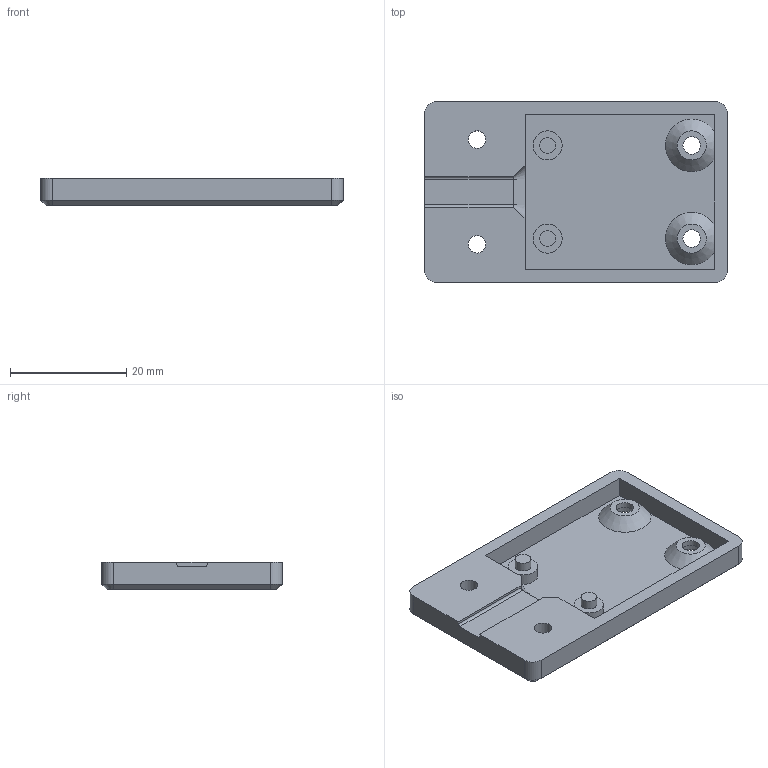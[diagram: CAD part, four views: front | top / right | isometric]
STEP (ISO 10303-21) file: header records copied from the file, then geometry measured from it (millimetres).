
FILE_DESCRIPTION(/* description */ (''),/* implementation_level */ '2;1');
FILE_NAME(/* name */ 'buttonsEnclosureBottom.stp',/* time_stamp */ '2023-01-13T15:51:26+02:00',/* author */ ('iraklisrigakis'),/* organization */ (''),/* preprocessor_version */ 'ST-DEVELOPER v16.1',/* originating_system */ 'Autodesk Inventor 2016',/* authorisation */ '');
FILE_SCHEMA (('AUTOMOTIVE_DESIGN { 1 0 10303 214 3 1 1 }'));
Length unit declared in the file: millimetre
Products named in the file (1): buttonsEnclosureBottom
Bounding box: 52 x 31 x 4.8 mm (x, y, z)
Volume: 4446.5 mm3; surface area: 4570.9 mm2
Topology: 1 solids, 1 shells, 65 faces, 145 edges, 90 vertices
Faces by surface type: plane 31, cylinder 18, cone 12, torus 4
Full cylindrical faces by diameter (mm): 2.7 x2, 3 x4, 5 x2, 5.5 x4
Entity records: 1703 total; most frequent: DIRECTION 305, CARTESIAN_POINT 279, ORIENTED_EDGE 242, EDGE_CURVE 121, AXIS2_PLACEMENT_3D 120, EDGE_LOOP 103, VERTEX_POINT 88, FACE_OUTER_BOUND 65
